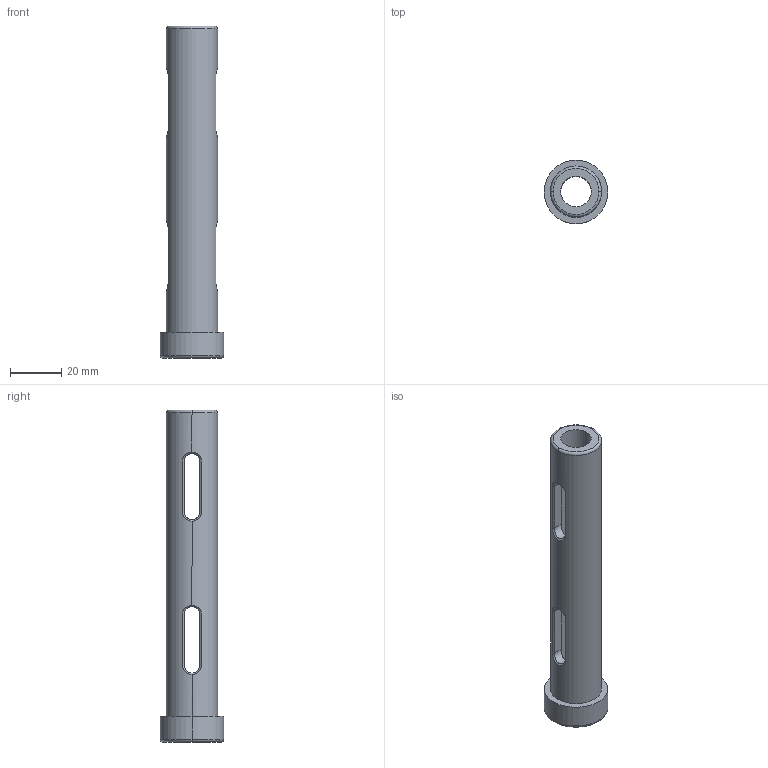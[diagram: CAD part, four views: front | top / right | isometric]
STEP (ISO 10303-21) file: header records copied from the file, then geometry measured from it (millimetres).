
FILE_DESCRIPTION (( 'STEP AP203' ), '1' );
FILE_NAME ('TUBO.STEP', '2024-11-19T20:30:58', ( '' ), ( '' ), 'SwSTEP 2.0', 'SolidWorks 2018', '' );
FILE_SCHEMA (( 'CONFIG_CONTROL_DESIGN' ));
Length unit declared in the file: millimetre
Products named in the file (1): TUBO
Bounding box: 25 x 25 x 130 mm (x, y, z)
Volume: 25390.2 mm3; surface area: 13581.1 mm2
Topology: 1 solids, 1 shells, 49 faces, 138 edges, 84 vertices
Faces by surface type: plane 19, cylinder 18, bspline 8, torus 4
Entity records: 5277 total; most frequent: CARTESIAN_POINT 4056, ORIENTED_EDGE 276, DIRECTION 182, EDGE_CURVE 138, VERTEX_POINT 84, AXIS2_PLACEMENT_3D 62, B_SPLINE_CURVE_WITH_KNOTS 60, VECTOR 58
